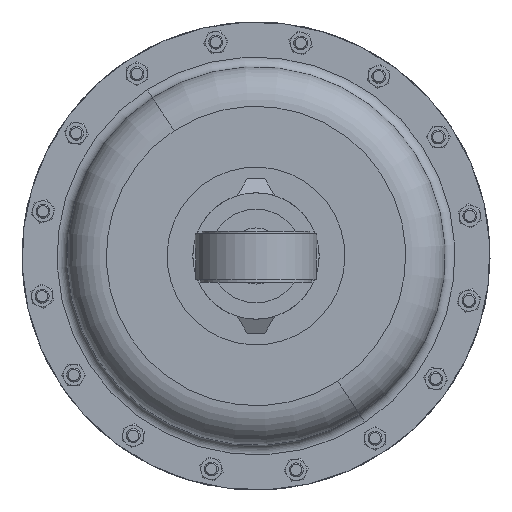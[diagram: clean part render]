
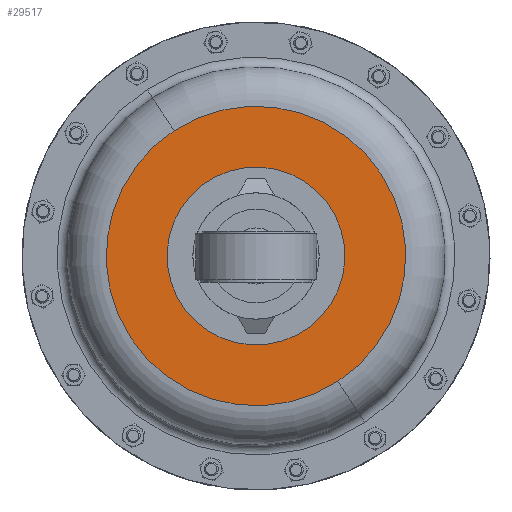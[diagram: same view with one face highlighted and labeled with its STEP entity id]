
A CAD part, front view. The second image highlights one B-rep face of the part: STEP entity #29517.
In plain terms, the highlighted planar face has unit normal (0, -1, 0).
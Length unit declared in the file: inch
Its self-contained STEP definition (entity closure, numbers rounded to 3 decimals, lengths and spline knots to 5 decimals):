
#35 = CARTESIAN_POINT ( 'NONE',  ( 1.73357, 7.8175, -2.28588 ) ) ;
#139 = VERTEX_POINT ( 'NONE', #18317 ) ;
#476 = ORIENTED_EDGE ( 'NONE', *, *, #19660, .F. ) ;
#1157 = AXIS2_PLACEMENT_3D ( 'NONE', #21740, #10363, #17143 ) ;
#2396 = VERTEX_POINT ( 'NONE', #17816 ) ;
#2774 = ORIENTED_EDGE ( 'NONE', *, *, #25302, .T. ) ;
#3085 = DIRECTION ( 'NONE',  ( -0.73, 0., 0.684 ) ) ;
#3144 = CARTESIAN_POINT ( 'NONE',  ( 2.18778, 7.8175, -4.01118 ) ) ;
#4717 = VERTEX_POINT ( 'NONE', #3144 ) ;
#6394 = VERTEX_POINT ( 'NONE', #35 ) ;
#7184 = DIRECTION ( 'NONE',  ( 0., 1., 0. ) ) ;
#7625 = EDGE_LOOP ( 'NONE', ( #27525, #476 ) ) ;
#7916 = EDGE_LOOP ( 'NONE', ( #2774, #26341 ) ) ;
#8108 = AXIS2_PLACEMENT_3D ( 'NONE', #25025, #13435, #29679 ) ;
#10363 = DIRECTION ( 'NONE',  ( 0., 1., 0. ) ) ;
#11285 = CIRCLE ( 'NONE', #30006, 2.375 ) ;
#11814 = DIRECTION ( 'NONE',  ( -0.73, 0., 0.684 ) ) ;
#12573 = CARTESIAN_POINT ( 'NONE',  ( 0., 7.8175, -0.6625 ) ) ;
#13435 = DIRECTION ( 'NONE',  ( 0., 1., 0. ) ) ;
#13579 = FACE_OUTER_BOUND ( 'NONE', #7625, .T. ) ;
#14003 = DIRECTION ( 'NONE',  ( -0.547, 0., 0.837 ) ) ;
#15002 = CIRCLE ( 'NONE', #20550, 2.375 ) ;
#15882 = CIRCLE ( 'NONE', #1157, 4. ) ;
#16345 = EDGE_CURVE ( 'NONE', #4717, #2396, #19840, .T. ) ;
#16677 = CARTESIAN_POINT ( 'NONE',  ( 0., 7.8175, -0.6625 ) ) ;
#16939 = DIRECTION ( 'NONE',  ( 0., 1., 0. ) ) ;
#17143 = DIRECTION ( 'NONE',  ( 0.547, 0., -0.837 ) ) ;
#17816 = CARTESIAN_POINT ( 'NONE',  ( -2.18778, 7.8175, 2.68618 ) ) ;
#18317 = CARTESIAN_POINT ( 'NONE',  ( -1.73357, 7.8175, 0.96088 ) ) ;
#19660 = EDGE_CURVE ( 'NONE', #2396, #4717, #15882, .T. ) ;
#19840 = CIRCLE ( 'NONE', #8108, 4. ) ;
#20550 = AXIS2_PLACEMENT_3D ( 'NONE', #16677, #7184, #11814 ) ;
#20749 = PLANE ( 'NONE',  #21904 ) ;
#21740 = CARTESIAN_POINT ( 'NONE',  ( 0., 7.8175, -0.6625 ) ) ;
#21904 = AXIS2_PLACEMENT_3D ( 'NONE', #27923, #23048, #14003 ) ;
#23048 = DIRECTION ( 'NONE',  ( 0., -1., 0. ) ) ;
#23762 = FACE_BOUND ( 'NONE', #7916, .T. ) ;
#25025 = CARTESIAN_POINT ( 'NONE',  ( 0., 7.8175, -0.6625 ) ) ;
#25302 = EDGE_CURVE ( 'NONE', #6394, #139, #11285, .T. ) ;
#26341 = ORIENTED_EDGE ( 'NONE', *, *, #27671, .T. ) ;
#27525 = ORIENTED_EDGE ( 'NONE', *, *, #16345, .F. ) ;
#27671 = EDGE_CURVE ( 'NONE', #139, #6394, #15002, .T. ) ;
#27923 = CARTESIAN_POINT ( 'NONE',  ( -3.34868, 7.8175, -2.85028 ) ) ;
#29517 = ADVANCED_FACE ( 'NONE', ( #13579, #23762 ), #20749, .T. ) ;
#29679 = DIRECTION ( 'NONE',  ( 0.547, 0., -0.837 ) ) ;
#30006 = AXIS2_PLACEMENT_3D ( 'NONE', #12573, #16939, #3085 ) ;
